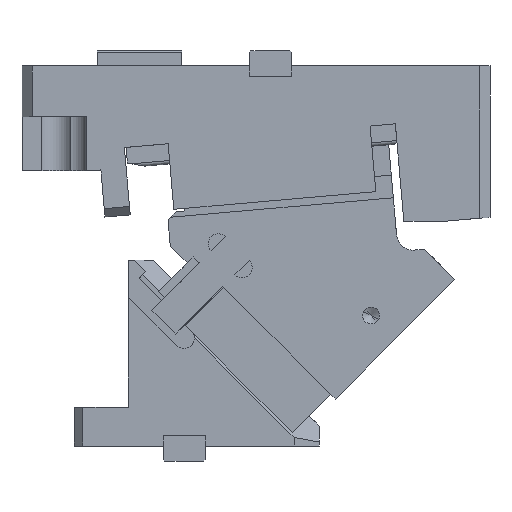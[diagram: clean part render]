
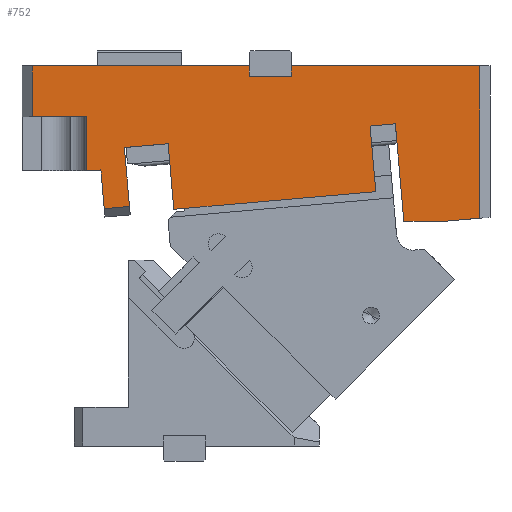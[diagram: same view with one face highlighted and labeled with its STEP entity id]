
A CAD part, front view. The second image highlights one B-rep face of the part: STEP entity #752.
In plain terms, the highlighted planar face has unit normal (0, -1, 0).
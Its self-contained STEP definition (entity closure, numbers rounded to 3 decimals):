
#183=CARTESIAN_POINT('Line Origine',(42.52,-30.,177.836)) ;
#187=CARTESIAN_POINT('Vertex',(29.57,-30.,176.703)) ;
#189=CARTESIAN_POINT('Vertex',(55.471,-30.,178.969)) ;
#264=CARTESIAN_POINT('Vertex',(189.957,-30.,190.735)) ;
#267=CARTESIAN_POINT('Line Origine',(182.486,-30.,190.082)) ;
#271=CARTESIAN_POINT('Vertex',(175.014,-30.,189.428)) ;
#543=CARTESIAN_POINT('Line Origine',(176.714,-30.,170.002)) ;
#547=CARTESIAN_POINT('Vertex',(178.413,-30.,150.577)) ;
#594=CARTESIAN_POINT('Axis2P3D Location',(225.13,-30.,98.5)) ;
#599=CARTESIAN_POINT('Line Origine',(206.735,-30.,133.)) ;
#603=CARTESIAN_POINT('Vertex',(195.009,-30.,133.)) ;
#605=CARTESIAN_POINT('Vertex',(218.461,-30.,133.)) ;
#608=CARTESIAN_POINT('Line Origine',(229.23,-30.,133.942)) ;
#612=CARTESIAN_POINT('Vertex',(240.,-30.,134.884)) ;
#615=CARTESIAN_POINT('Line Origine',(240.,-30.,179.942)) ;
#619=CARTESIAN_POINT('Vertex',(240.,-30.,225.)) ;
#622=CARTESIAN_POINT('Line Origine',(184.25,-30.,225.)) ;
#626=CARTESIAN_POINT('Vertex',(128.5,-30.,225.)) ;
#629=CARTESIAN_POINT('Line Origine',(128.5,-30.,222.)) ;
#633=CARTESIAN_POINT('Vertex',(128.5,-30.,219.)) ;
#636=CARTESIAN_POINT('Line Origine',(116.,-30.,219.)) ;
#640=CARTESIAN_POINT('Vertex',(103.5,-30.,219.)) ;
#643=CARTESIAN_POINT('Line Origine',(103.5,-30.,222.)) ;
#647=CARTESIAN_POINT('Vertex',(103.5,-30.,225.)) ;
#650=CARTESIAN_POINT('Line Origine',(39.25,-30.,225.)) ;
#654=CARTESIAN_POINT('Vertex',(-25.,-30.,225.)) ;
#657=CARTESIAN_POINT('Line Origine',(-25.,-30.,210.)) ;
#661=CARTESIAN_POINT('Vertex',(-25.,-30.,195.)) ;
#664=CARTESIAN_POINT('Line Origine',(-9.,-30.,195.)) ;
#668=CARTESIAN_POINT('Vertex',(7.,-30.,195.)) ;
#671=CARTESIAN_POINT('Line Origine',(7.,-30.,179.)) ;
#675=CARTESIAN_POINT('Vertex',(7.,-30.,163.)) ;
#678=CARTESIAN_POINT('Line Origine',(8.812,-30.,163.)) ;
#682=CARTESIAN_POINT('Vertex',(10.624,-30.,163.)) ;
#685=CARTESIAN_POINT('Line Origine',(13.148,-30.,163.221)) ;
#689=CARTESIAN_POINT('Vertex',(15.673,-30.,163.442)) ;
#692=CARTESIAN_POINT('Line Origine',(16.675,-30.,151.985)) ;
#696=CARTESIAN_POINT('Vertex',(17.677,-30.,140.529)) ;
#699=CARTESIAN_POINT('Line Origine',(25.149,-30.,141.183)) ;
#703=CARTESIAN_POINT('Vertex',(32.62,-30.,141.837)) ;
#706=CARTESIAN_POINT('Line Origine',(31.095,-30.,159.27)) ;
#711=CARTESIAN_POINT('Line Origine',(57.171,-30.,159.544)) ;
#715=CARTESIAN_POINT('Vertex',(58.87,-30.,140.118)) ;
#718=CARTESIAN_POINT('Line Origine',(118.642,-30.,145.347)) ;
#723=CARTESIAN_POINT('Line Origine',(192.483,-30.,161.868)) ;
#184=DIRECTION('Vector Direction',(0.996,0.,0.087)) ;
#268=DIRECTION('Vector Direction',(0.996,0.,0.087)) ;
#544=DIRECTION('Vector Direction',(0.087,0.,-0.996)) ;
#595=DIRECTION('Axis2P3D Direction',(0.,1.,0.)) ;
#596=DIRECTION('Axis2P3D XDirection',(0.,0.,1.)) ;
#600=DIRECTION('Vector Direction',(1.,0.,0.)) ;
#609=DIRECTION('Vector Direction',(-0.996,0.,-0.087)) ;
#616=DIRECTION('Vector Direction',(0.,0.,1.)) ;
#623=DIRECTION('Vector Direction',(-1.,0.,0.)) ;
#630=DIRECTION('Vector Direction',(0.,0.,1.)) ;
#637=DIRECTION('Vector Direction',(-1.,0.,0.)) ;
#644=DIRECTION('Vector Direction',(0.,0.,1.)) ;
#651=DIRECTION('Vector Direction',(-1.,0.,0.)) ;
#658=DIRECTION('Vector Direction',(0.,0.,-1.)) ;
#665=DIRECTION('Vector Direction',(-1.,0.,0.)) ;
#672=DIRECTION('Vector Direction',(0.,0.,-1.)) ;
#679=DIRECTION('Vector Direction',(1.,0.,0.)) ;
#686=DIRECTION('Vector Direction',(-0.996,0.,-0.087)) ;
#693=DIRECTION('Vector Direction',(0.087,0.,-0.996)) ;
#700=DIRECTION('Vector Direction',(0.996,0.,0.087)) ;
#707=DIRECTION('Vector Direction',(0.087,0.,-0.996)) ;
#712=DIRECTION('Vector Direction',(-0.087,0.,0.996)) ;
#719=DIRECTION('Vector Direction',(-0.996,0.,-0.087)) ;
#724=DIRECTION('Vector Direction',(-0.087,0.,0.996)) ;
#597=AXIS2_PLACEMENT_3D('Plane Axis2P3D',#594,#595,#596) ;
#729=ORIENTED_EDGE('',*,*,#607,.T.) ;
#730=ORIENTED_EDGE('',*,*,#614,.F.) ;
#731=ORIENTED_EDGE('',*,*,#621,.T.) ;
#732=ORIENTED_EDGE('',*,*,#628,.T.) ;
#733=ORIENTED_EDGE('',*,*,#635,.F.) ;
#734=ORIENTED_EDGE('',*,*,#642,.T.) ;
#735=ORIENTED_EDGE('',*,*,#649,.T.) ;
#736=ORIENTED_EDGE('',*,*,#656,.T.) ;
#737=ORIENTED_EDGE('',*,*,#663,.T.) ;
#738=ORIENTED_EDGE('',*,*,#670,.F.) ;
#739=ORIENTED_EDGE('',*,*,#677,.T.) ;
#740=ORIENTED_EDGE('',*,*,#684,.T.) ;
#741=ORIENTED_EDGE('',*,*,#691,.F.) ;
#742=ORIENTED_EDGE('',*,*,#698,.T.) ;
#743=ORIENTED_EDGE('',*,*,#705,.T.) ;
#744=ORIENTED_EDGE('',*,*,#710,.F.) ;
#745=ORIENTED_EDGE('',*,*,#191,.T.) ;
#746=ORIENTED_EDGE('',*,*,#717,.F.) ;
#747=ORIENTED_EDGE('',*,*,#722,.F.) ;
#748=ORIENTED_EDGE('',*,*,#549,.F.) ;
#749=ORIENTED_EDGE('',*,*,#273,.T.) ;
#750=ORIENTED_EDGE('',*,*,#727,.F.) ;
#185=VECTOR('Line Direction',#184,1.) ;
#269=VECTOR('Line Direction',#268,1.) ;
#545=VECTOR('Line Direction',#544,1.) ;
#601=VECTOR('Line Direction',#600,1.) ;
#610=VECTOR('Line Direction',#609,1.) ;
#617=VECTOR('Line Direction',#616,1.) ;
#624=VECTOR('Line Direction',#623,1.) ;
#631=VECTOR('Line Direction',#630,1.) ;
#638=VECTOR('Line Direction',#637,1.) ;
#645=VECTOR('Line Direction',#644,1.) ;
#652=VECTOR('Line Direction',#651,1.) ;
#659=VECTOR('Line Direction',#658,1.) ;
#666=VECTOR('Line Direction',#665,1.) ;
#673=VECTOR('Line Direction',#672,1.) ;
#680=VECTOR('Line Direction',#679,1.) ;
#687=VECTOR('Line Direction',#686,1.) ;
#694=VECTOR('Line Direction',#693,1.) ;
#701=VECTOR('Line Direction',#700,1.) ;
#708=VECTOR('Line Direction',#707,1.) ;
#713=VECTOR('Line Direction',#712,1.) ;
#720=VECTOR('Line Direction',#719,1.) ;
#725=VECTOR('Line Direction',#724,1.) ;
#752=ADVANCED_FACE('CAM HOLDER',(#751),#598,.F.) ;
#191=EDGE_CURVE('',#188,#190,#186,.T.) ;
#273=EDGE_CURVE('',#272,#265,#270,.T.) ;
#549=EDGE_CURVE('',#272,#548,#546,.T.) ;
#607=EDGE_CURVE('',#604,#606,#602,.T.) ;
#614=EDGE_CURVE('',#613,#606,#611,.T.) ;
#621=EDGE_CURVE('',#613,#620,#618,.T.) ;
#628=EDGE_CURVE('',#620,#627,#625,.T.) ;
#635=EDGE_CURVE('',#634,#627,#632,.T.) ;
#642=EDGE_CURVE('',#634,#641,#639,.T.) ;
#649=EDGE_CURVE('',#641,#648,#646,.T.) ;
#656=EDGE_CURVE('',#648,#655,#653,.T.) ;
#663=EDGE_CURVE('',#655,#662,#660,.T.) ;
#670=EDGE_CURVE('',#669,#662,#667,.T.) ;
#677=EDGE_CURVE('',#669,#676,#674,.T.) ;
#684=EDGE_CURVE('',#676,#683,#681,.T.) ;
#691=EDGE_CURVE('',#690,#683,#688,.T.) ;
#698=EDGE_CURVE('',#690,#697,#695,.T.) ;
#705=EDGE_CURVE('',#697,#704,#702,.T.) ;
#710=EDGE_CURVE('',#188,#704,#709,.T.) ;
#717=EDGE_CURVE('',#716,#190,#714,.T.) ;
#722=EDGE_CURVE('',#548,#716,#721,.T.) ;
#727=EDGE_CURVE('',#604,#265,#726,.T.) ;
#728=EDGE_LOOP('',(#729,#730,#731,#732,#733,#734,#735,#736,#737,#738,#739,#740,#741,#742,#743,#744,#745,#746,#747,#748,#749,#750)) ;
#751=FACE_OUTER_BOUND('',#728,.T.) ;
#186=LINE('Line',#183,#185) ;
#270=LINE('Line',#267,#269) ;
#546=LINE('Line',#543,#545) ;
#602=LINE('Line',#599,#601) ;
#611=LINE('Line',#608,#610) ;
#618=LINE('Line',#615,#617) ;
#625=LINE('Line',#622,#624) ;
#632=LINE('Line',#629,#631) ;
#639=LINE('Line',#636,#638) ;
#646=LINE('Line',#643,#645) ;
#653=LINE('Line',#650,#652) ;
#660=LINE('Line',#657,#659) ;
#667=LINE('Line',#664,#666) ;
#674=LINE('Line',#671,#673) ;
#681=LINE('Line',#678,#680) ;
#688=LINE('Line',#685,#687) ;
#695=LINE('Line',#692,#694) ;
#702=LINE('Line',#699,#701) ;
#709=LINE('Line',#706,#708) ;
#714=LINE('Line',#711,#713) ;
#721=LINE('Line',#718,#720) ;
#726=LINE('Line',#723,#725) ;
#598=PLANE('Plane',#597) ;
#188=VERTEX_POINT('',#187) ;
#190=VERTEX_POINT('',#189) ;
#265=VERTEX_POINT('',#264) ;
#272=VERTEX_POINT('',#271) ;
#548=VERTEX_POINT('',#547) ;
#604=VERTEX_POINT('',#603) ;
#606=VERTEX_POINT('',#605) ;
#613=VERTEX_POINT('',#612) ;
#620=VERTEX_POINT('',#619) ;
#627=VERTEX_POINT('',#626) ;
#634=VERTEX_POINT('',#633) ;
#641=VERTEX_POINT('',#640) ;
#648=VERTEX_POINT('',#647) ;
#655=VERTEX_POINT('',#654) ;
#662=VERTEX_POINT('',#661) ;
#669=VERTEX_POINT('',#668) ;
#676=VERTEX_POINT('',#675) ;
#683=VERTEX_POINT('',#682) ;
#690=VERTEX_POINT('',#689) ;
#697=VERTEX_POINT('',#696) ;
#704=VERTEX_POINT('',#703) ;
#716=VERTEX_POINT('',#715) ;
